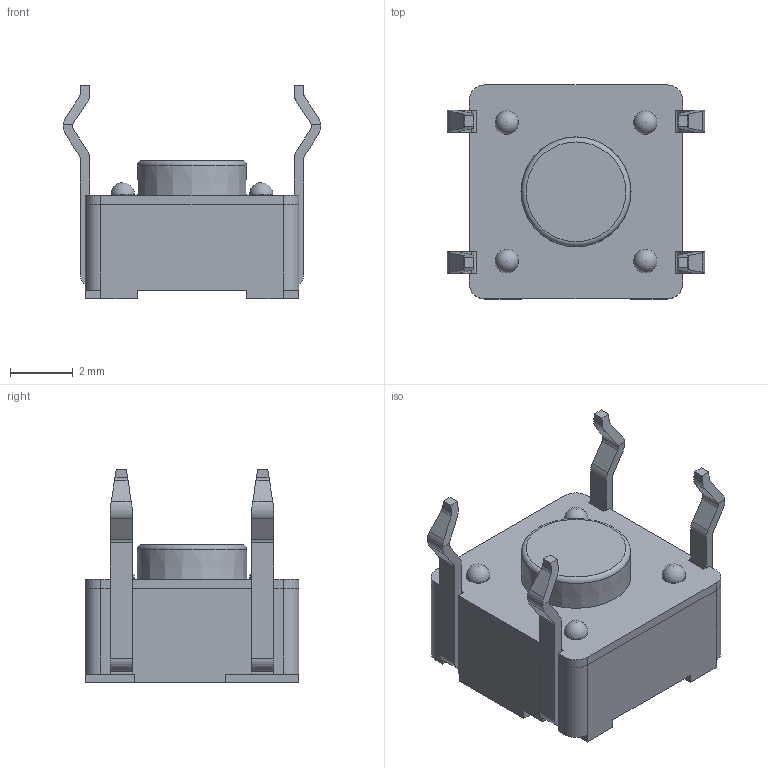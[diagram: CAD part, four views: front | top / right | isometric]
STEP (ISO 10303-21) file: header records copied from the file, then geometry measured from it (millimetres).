
FILE_DESCRIPTION(/* description */ ('','CAx-IF Rec.Pracs.---Representation and Presentation of Product Manufacturing Information (PMI)---4.0---2014-10-13'),/* implementation_level */ '2;1');
FILE_NAME(/* name */ 'RT1105AFxxxQ.stp',/* time_stamp */ '2020-02-03T10:24:46-06:00',/* author */ ('mroman'),/* organization */ (''),/* preprocessor_version */ 'ST-DEVELOPER v17',/* originating_system */ 'Autodesk Inventor 2018',/* authorisation */ '');
FILE_SCHEMA (('AP242_MANAGED_MODEL_BASED_3D_ENGINEERING_MIM_LF { 1 0 10303 442 1 1 4 }'));
Length unit declared in the file: millimetre
Products named in the file (1): RT1105AFxxxQ
Bounding box: 8.19 x 6.8 x 6.8 mm (x, y, z)
Volume: 132.9 mm3; surface area: 409.2 mm2
Topology: 1 solids, 1 shells, 288 faces, 833 edges, 543 vertices
Faces by surface type: plane 190, cylinder 84, sphere 6, cone 5, bspline 2, torus 1
Full cylindrical faces by diameter (mm): 0.75 x4, 1 x1, 3.5 x1
Entity records: 9679 total; most frequent: CARTESIAN_POINT 1756, DIRECTION 1663, ORIENTED_EDGE 1658, EDGE_CURVE 829, LINE 599, VECTOR 599, VERTEX_POINT 543, AXIS2_PLACEMENT_3D 536
